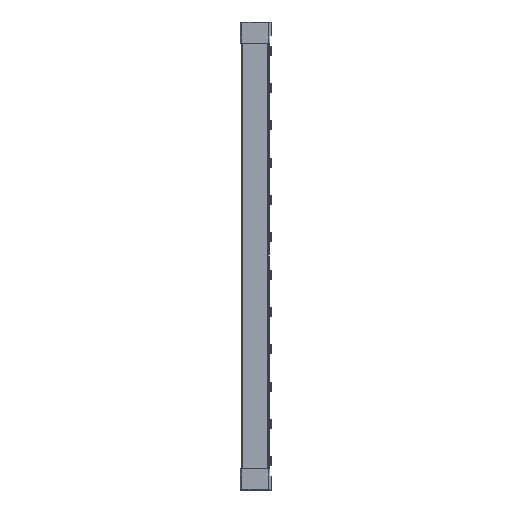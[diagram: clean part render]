
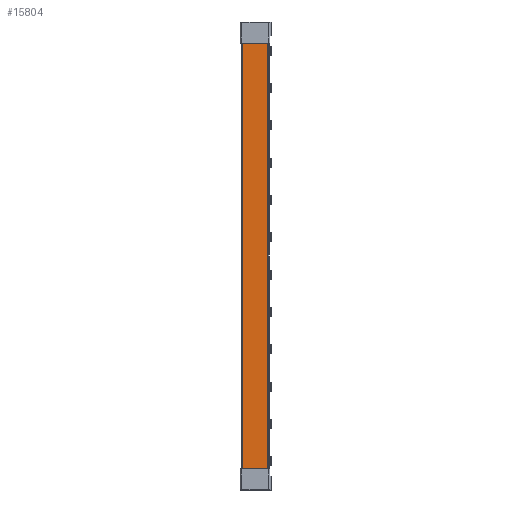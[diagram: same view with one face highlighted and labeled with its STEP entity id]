
A CAD part, front view. The second image highlights one B-rep face of the part: STEP entity #15804.
In plain terms, the highlighted planar face has unit normal (0, -1, 0).
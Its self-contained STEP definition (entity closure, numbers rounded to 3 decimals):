
#868 = AXIS2_PLACEMENT_3D ( 'NONE', #2304, #2460, #2499 ) ;
#1091 = VERTEX_POINT ( 'NONE', #7388 ) ;
#1093 = VERTEX_POINT ( 'NONE', #7434 ) ;
#1110 = VERTEX_POINT ( 'NONE', #7426 ) ;
#1111 = VERTEX_POINT ( 'NONE', #7413 ) ;
#2304 = CARTESIAN_POINT ( 'NONE',  ( 0., 0., 219. ) ) ;
#2460 = DIRECTION ( 'NONE',  ( 0., 1., 0. ) ) ;
#2499 = DIRECTION ( 'NONE',  ( -1., 0., 0. ) ) ;
#2708 = FACE_OUTER_BOUND ( 'NONE', #7277, .T. ) ;
#2774 = PLANE ( 'NONE',  #868 ) ;
#7055 = ORIENTED_EDGE ( 'NONE', *, *, #14314, .F. ) ;
#7068 = ORIENTED_EDGE ( 'NONE', *, *, #14295, .F. ) ;
#7081 = ORIENTED_EDGE ( 'NONE', *, *, #14306, .F. ) ;
#7105 = ORIENTED_EDGE ( 'NONE', *, *, #14325, .F. ) ;
#7277 = EDGE_LOOP ( 'NONE', ( #7068, #7055, #7105, #7081 ) ) ;
#7388 = CARTESIAN_POINT ( 'NONE',  ( 0., 0., 209.9 ) ) ;
#7413 = CARTESIAN_POINT ( 'NONE',  ( 11.802, 0., 9.1 ) ) ;
#7426 = CARTESIAN_POINT ( 'NONE',  ( 11.802, 0., 209.9 ) ) ;
#7434 = CARTESIAN_POINT ( 'NONE',  ( 0., 0., 9.1 ) ) ;
#11305 = VECTOR ( 'NONE', #16952, 1000. ) ;
#11315 = VECTOR ( 'NONE', #17415, 1000. ) ;
#11332 = VECTOR ( 'NONE', #17361, 1000. ) ;
#11379 = VECTOR ( 'NONE', #16931, 1000. ) ;
#14295 = EDGE_CURVE ( 'NONE', #1093, #1091, #17359, .T. ) ;
#14306 = EDGE_CURVE ( 'NONE', #1091, #1110, #17414, .T. ) ;
#14314 = EDGE_CURVE ( 'NONE', #1111, #1093, #16939, .T. ) ;
#14325 = EDGE_CURVE ( 'NONE', #1110, #1111, #16971, .T. ) ;
#15804 = ADVANCED_FACE ( 'NONE', ( #2708 ), #2774, .F. ) ;
#16931 = DIRECTION ( 'NONE',  ( 0., 0., -1. ) ) ;
#16939 = LINE ( 'NONE', #16948, #11305 ) ;
#16948 = CARTESIAN_POINT ( 'NONE',  ( 0., 0., 9.1 ) ) ;
#16952 = DIRECTION ( 'NONE',  ( -1., 0., 0. ) ) ;
#16971 = LINE ( 'NONE', #16974, #11379 ) ;
#16974 = CARTESIAN_POINT ( 'NONE',  ( 11.802, 0., 219. ) ) ;
#17359 = LINE ( 'NONE', #17392, #11332 ) ;
#17361 = DIRECTION ( 'NONE',  ( 0., 0., 1. ) ) ;
#17392 = CARTESIAN_POINT ( 'NONE',  ( 0., 0., 219. ) ) ;
#17414 = LINE ( 'NONE', #17423, #11315 ) ;
#17415 = DIRECTION ( 'NONE',  ( 1., 0., 0. ) ) ;
#17423 = CARTESIAN_POINT ( 'NONE',  ( 0., 0., 209.9 ) ) ;
